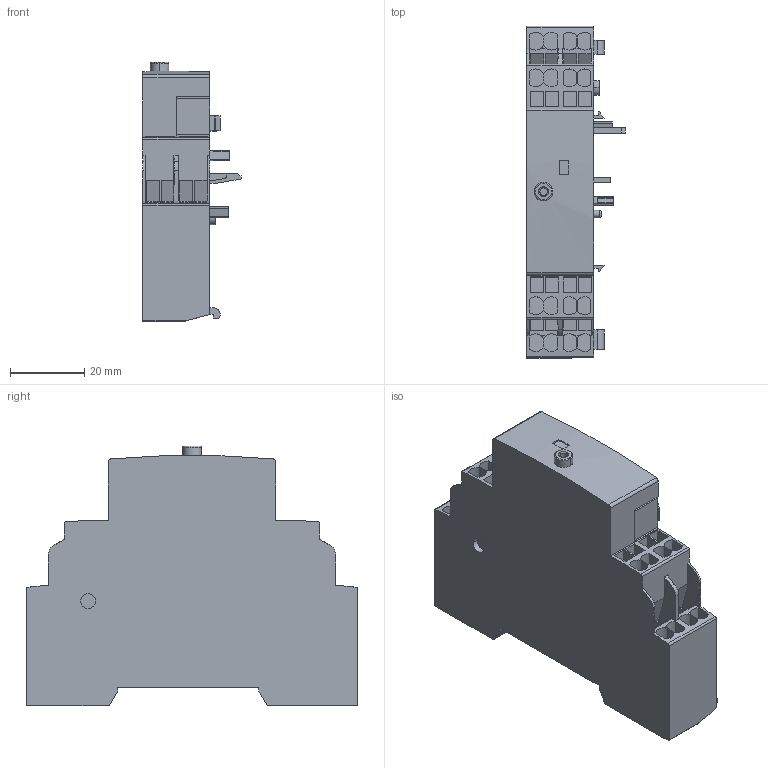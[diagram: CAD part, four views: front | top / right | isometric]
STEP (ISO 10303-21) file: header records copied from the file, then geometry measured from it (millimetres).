
FILE_DESCRIPTION(('STEP AP214'),'1');
FILE_NAME('cctmp_0EB37FD5-22D5-4E95-AA71-68A3B8D26F8F_2025_04_07_11_44_24_0749..stp','2025-04-07T09:44:25',('SIEMENS A&D'),('CADClick - www.CADClick.com'),'Spatial InterOp 3D postprocessed',' ','unknown authorization');
FILE_SCHEMA(('AUTOMOTIVE_DESIGN'));
Length unit declared in the file: millimetre
Products named in the file (1): 3RV29212M
Bounding box: 26.5 x 89.4 x 70 mm (x, y, z)
Volume: 78121 mm3; surface area: 22740.2 mm2
Topology: 1 solids, 1 shells, 396 faces, 1068 edges, 702 vertices
Faces by surface type: plane 306, cylinder 81, torus 9
Entity records: 14903 total; most frequent: CARTESIAN_POINT 2887, ORIENTED_EDGE 2136, DIRECTION 2023, EDGE_CURVE 1068, LINE 809, VECTOR 809, VERTEX_POINT 702, AXIS2_PLACEMENT_3D 607
